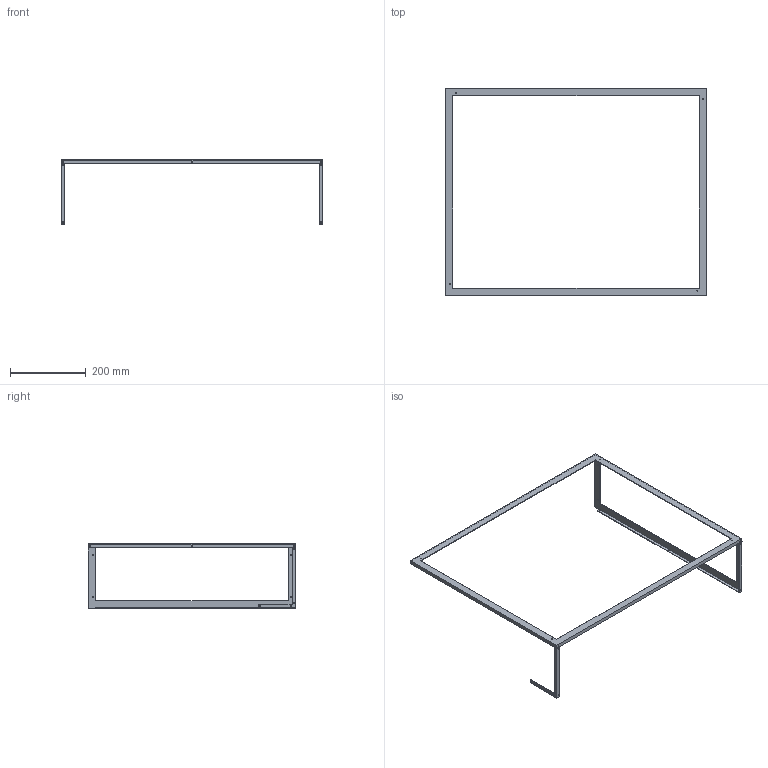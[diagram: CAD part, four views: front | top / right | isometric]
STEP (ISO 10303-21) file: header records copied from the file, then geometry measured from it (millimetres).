
FILE_DESCRIPTION((''), '2;1');
FILE_NAME( 'output_file', '2009-06-07T17:44:47-07:00', (''), (''), 'SolveSpace', '', '');
FILE_SCHEMA (('CONFIG_CONTROL_DESIGN'));
Length unit declared in the file: millimetre
Products named in the file (1): 1
Bounding box: 693 x 550 x 171 mm (x, y, z)
Surface area: 203910.6 mm2 (no closed solid volume)
Topology: 0 solids, 167 shells, 167 faces, 980 edges, 980 vertices
Faces by surface type: bspline 167
Entity records: 7941 total; most frequent: CARTESIAN_POINT 4353, VERTEX_POINT 980, EDGE_CURVE 980, ORIENTED_EDGE 980, EDGE_LOOP 232, FACE_OUTER_BOUND 167, ADVANCED_FACE 167, FACE_BOUND 65
